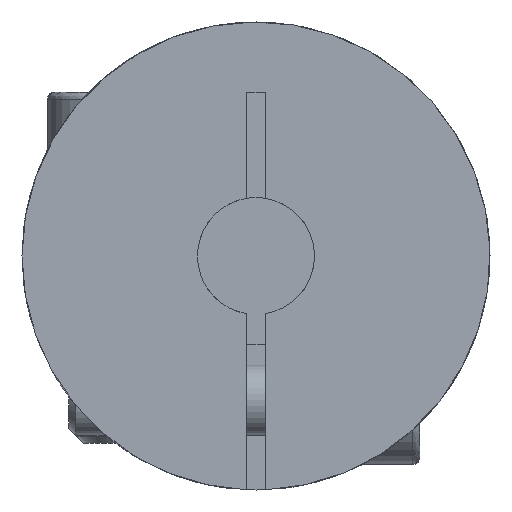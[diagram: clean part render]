
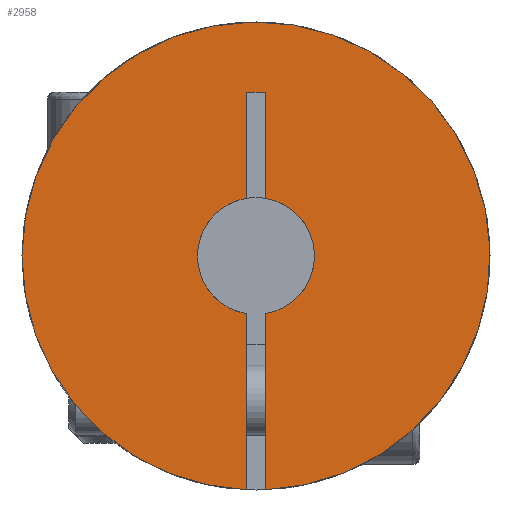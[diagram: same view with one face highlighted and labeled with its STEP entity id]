
A CAD part, front view. The second image highlights one B-rep face of the part: STEP entity #2958.
In plain terms, the highlighted face is planar.
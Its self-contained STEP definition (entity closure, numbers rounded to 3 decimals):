
#2922 = VERTEX_POINT('',#2923);
#2923 = CARTESIAN_POINT('',(9.992,10.5,-0.4));
#2929 = EDGE_CURVE('',#2922,#2930,#2932,.T.);
#2930 = VERTEX_POINT('',#2931);
#2931 = CARTESIAN_POINT('',(2.468,10.5,-0.4));
#2932 = LINE('',#2933,#2934);
#2933 = CARTESIAN_POINT('',(5.,10.5,-0.4));
#2934 = VECTOR('',#2935,1.);
#2935 = DIRECTION('',(-1.,0.,0.));
#2958 = ADVANCED_FACE('',(#2959),#3037,.F.);
#2959 = FACE_BOUND('',#2960,.F.);
#2960 = EDGE_LOOP('',(#2961,#2962,#2971,#2979,#2987,#2995,#3004,#3013,
    #3021,#3030));
#2961 = ORIENTED_EDGE('',*,*,#2929,.T.);
#2962 = ORIENTED_EDGE('',*,*,#2963,.T.);
#2963 = EDGE_CURVE('',#2930,#2964,#2966,.T.);
#2964 = VERTEX_POINT('',#2965);
#2965 = CARTESIAN_POINT('',(-2.468,10.5,-0.4));
#2966 = CIRCLE('',#2967,2.5);
#2967 = AXIS2_PLACEMENT_3D('',#2968,#2969,#2970);
#2968 = CARTESIAN_POINT('',(0.,10.5,0.
    ));
#2969 = DIRECTION('',(0.,1.,0.));
#2970 = DIRECTION('',(0.,0.,1.));
#2971 = ORIENTED_EDGE('',*,*,#2972,.F.);
#2972 = EDGE_CURVE('',#2973,#2964,#2975,.T.);
#2973 = VERTEX_POINT('',#2974);
#2974 = CARTESIAN_POINT('',(-7.,10.5,-0.4));
#2975 = LINE('',#2976,#2977);
#2976 = CARTESIAN_POINT('',(-3.5,10.5,-0.4));
#2977 = VECTOR('',#2978,1.);
#2978 = DIRECTION('',(1.,0.,0.));
#2979 = ORIENTED_EDGE('',*,*,#2980,.F.);
#2980 = EDGE_CURVE('',#2981,#2973,#2983,.T.);
#2981 = VERTEX_POINT('',#2982);
#2982 = CARTESIAN_POINT('',(-7.,10.5,0.4));
#2983 = LINE('',#2984,#2985);
#2984 = CARTESIAN_POINT('',(-7.,10.5,0.2));
#2985 = VECTOR('',#2986,1.);
#2986 = DIRECTION('',(0.,0.,-1.));
#2987 = ORIENTED_EDGE('',*,*,#2988,.F.);
#2988 = EDGE_CURVE('',#2989,#2981,#2991,.T.);
#2989 = VERTEX_POINT('',#2990);
#2990 = CARTESIAN_POINT('',(-2.468,10.5,0.4));
#2991 = LINE('',#2992,#2993);
#2992 = CARTESIAN_POINT('',(-1.,10.5,0.4));
#2993 = VECTOR('',#2994,1.);
#2994 = DIRECTION('',(-1.,0.,0.));
#2995 = ORIENTED_EDGE('',*,*,#2996,.T.);
#2996 = EDGE_CURVE('',#2989,#2997,#2999,.T.);
#2997 = VERTEX_POINT('',#2998);
#2998 = CARTESIAN_POINT('',(0.,10.5,2.5));
#2999 = CIRCLE('',#3000,2.5);
#3000 = AXIS2_PLACEMENT_3D('',#3001,#3002,#3003);
#3001 = CARTESIAN_POINT('',(0.,10.5,0.
    ));
#3002 = DIRECTION('',(0.,1.,0.));
#3003 = DIRECTION('',(0.,0.,1.));
#3004 = ORIENTED_EDGE('',*,*,#3005,.T.);
#3005 = EDGE_CURVE('',#2997,#3006,#3008,.T.);
#3006 = VERTEX_POINT('',#3007);
#3007 = CARTESIAN_POINT('',(2.468,10.5,0.4));
#3008 = CIRCLE('',#3009,2.5);
#3009 = AXIS2_PLACEMENT_3D('',#3010,#3011,#3012);
#3010 = CARTESIAN_POINT('',(0.,10.5,0.
    ));
#3011 = DIRECTION('',(0.,1.,0.));
#3012 = DIRECTION('',(0.,0.,1.));
#3013 = ORIENTED_EDGE('',*,*,#3014,.T.);
#3014 = EDGE_CURVE('',#3006,#3015,#3017,.T.);
#3015 = VERTEX_POINT('',#3016);
#3016 = CARTESIAN_POINT('',(9.992,10.5,0.4));
#3017 = LINE('',#3018,#3019);
#3018 = CARTESIAN_POINT('',(1.,10.5,0.4));
#3019 = VECTOR('',#3020,1.);
#3020 = DIRECTION('',(1.,0.,0.));
#3021 = ORIENTED_EDGE('',*,*,#3022,.F.);
#3022 = EDGE_CURVE('',#3023,#3015,#3025,.T.);
#3023 = VERTEX_POINT('',#3024);
#3024 = CARTESIAN_POINT('',(0.,10.5,10.));
#3025 = CIRCLE('',#3026,10.);
#3026 = AXIS2_PLACEMENT_3D('',#3027,#3028,#3029);
#3027 = CARTESIAN_POINT('',(0.,10.5,0.
    ));
#3028 = DIRECTION('',(0.,1.,0.));
#3029 = DIRECTION('',(0.,0.,1.));
#3030 = ORIENTED_EDGE('',*,*,#3031,.F.);
#3031 = EDGE_CURVE('',#2922,#3023,#3032,.T.);
#3032 = CIRCLE('',#3033,10.);
#3033 = AXIS2_PLACEMENT_3D('',#3034,#3035,#3036);
#3034 = CARTESIAN_POINT('',(0.,10.5,0.
    ));
#3035 = DIRECTION('',(0.,1.,0.));
#3036 = DIRECTION('',(0.,0.,1.));
#3037 = PLANE('',#3038);
#3038 = AXIS2_PLACEMENT_3D('',#3039,#3040,#3041);
#3039 = CARTESIAN_POINT('',(0.,10.5,0.
    ));
#3040 = DIRECTION('',(0.,-1.,0.));
#3041 = DIRECTION('',(0.,0.,-1.));
